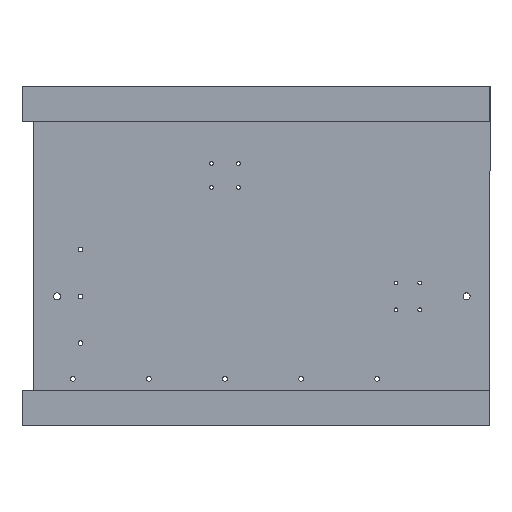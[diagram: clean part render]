
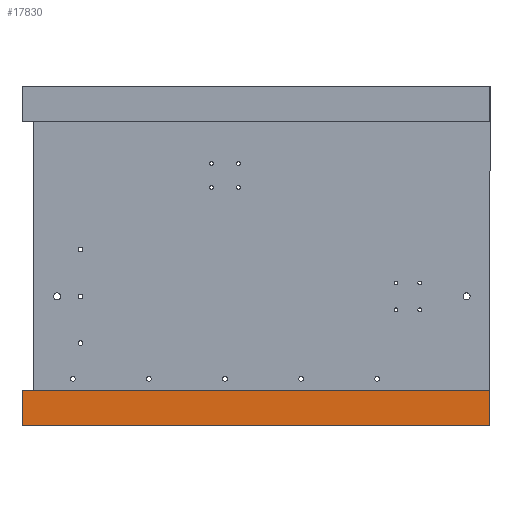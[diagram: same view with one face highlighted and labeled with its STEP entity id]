
A CAD part, front view. The second image highlights one B-rep face of the part: STEP entity #17830.
In plain terms, the highlighted planar face has unit normal (0, -1, 0).
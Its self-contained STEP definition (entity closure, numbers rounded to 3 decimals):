
#211 = FACE_OUTER_BOUND ( 'NONE', #15246, .T. ) ;
#449 = VECTOR ( 'NONE', #11610, 1000. ) ;
#651 = VERTEX_POINT ( 'NONE', #14962 ) ;
#1208 = CARTESIAN_POINT ( 'NONE',  ( -192.428, -35., -200. ) ) ;
#1552 = LINE ( 'NONE', #7530, #14678 ) ;
#3057 = ORIENTED_EDGE ( 'NONE', *, *, #5359, .T. ) ;
#3104 = DIRECTION ( 'NONE',  ( 1., 0., 0. ) ) ;
#3411 = PLANE ( 'NONE',  #16761 ) ;
#4636 = DIRECTION ( 'NONE',  ( 1., 0., 0. ) ) ;
#4684 = DIRECTION ( 'NONE',  ( 0., 0., 1. ) ) ;
#4813 = DIRECTION ( 'NONE',  ( 0., 0., 1. ) ) ;
#4882 = ORIENTED_EDGE ( 'NONE', *, *, #10548, .F. ) ;
#5359 = EDGE_CURVE ( 'NONE', #14080, #14657, #17668, .T. ) ;
#5412 = VECTOR ( 'NONE', #4813, 1000. ) ;
#6353 = CARTESIAN_POINT ( 'NONE',  ( -192.428, -35., -200. ) ) ;
#6632 = ORIENTED_EDGE ( 'NONE', *, *, #18435, .F. ) ;
#6846 = ORIENTED_EDGE ( 'NONE', *, *, #18321, .T. ) ;
#7199 = CARTESIAN_POINT ( 'NONE',  ( -192.428, -35., -200. ) ) ;
#7530 = CARTESIAN_POINT ( 'NONE',  ( -162.428, -35., -200. ) ) ;
#7600 = CARTESIAN_POINT ( 'NONE',  ( -192.428, -35., -200. ) ) ;
#7793 = VERTEX_POINT ( 'NONE', #7928 ) ;
#7928 = CARTESIAN_POINT ( 'NONE',  ( -162.428, -35., 200. ) ) ;
#10548 = EDGE_CURVE ( 'NONE', #651, #7793, #17706, .T. ) ;
#11610 = DIRECTION ( 'NONE',  ( 1., 0., 0. ) ) ;
#12960 = CARTESIAN_POINT ( 'NONE',  ( -192.428, -35., 200. ) ) ;
#13302 = DIRECTION ( 'NONE',  ( 0., -1., 0. ) ) ;
#14080 = VERTEX_POINT ( 'NONE', #1208 ) ;
#14470 = LINE ( 'NONE', #7600, #5412 ) ;
#14657 = VERTEX_POINT ( 'NONE', #18224 ) ;
#14678 = VECTOR ( 'NONE', #4684, 1000. ) ;
#14962 = CARTESIAN_POINT ( 'NONE',  ( -192.428, -35., 200. ) ) ;
#15246 = EDGE_LOOP ( 'NONE', ( #6846, #4882, #6632, #3057 ) ) ;
#16528 = VECTOR ( 'NONE', #3104, 1000. ) ;
#16761 = AXIS2_PLACEMENT_3D ( 'NONE', #6353, #13302, #4636 ) ;
#17668 = LINE ( 'NONE', #7199, #449 ) ;
#17706 = LINE ( 'NONE', #12960, #16528 ) ;
#17830 = ADVANCED_FACE ( 'NONE', ( #211 ), #3411, .T. ) ;
#18224 = CARTESIAN_POINT ( 'NONE',  ( -162.428, -35., -200. ) ) ;
#18321 = EDGE_CURVE ( 'NONE', #14657, #7793, #1552, .T. ) ;
#18435 = EDGE_CURVE ( 'NONE', #14080, #651, #14470, .T. ) ;
